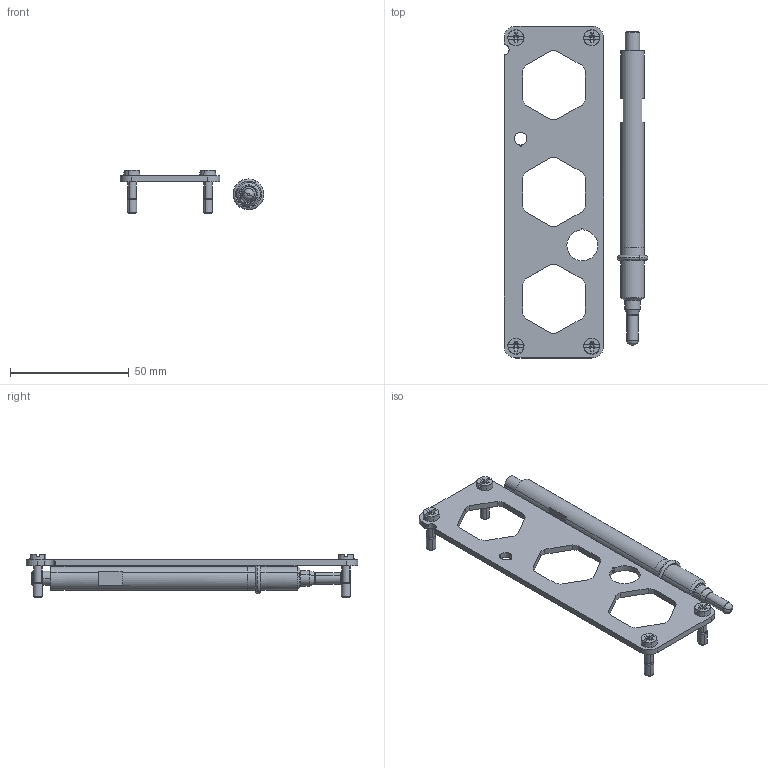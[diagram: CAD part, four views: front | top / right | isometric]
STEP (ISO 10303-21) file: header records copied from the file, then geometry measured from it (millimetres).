
FILE_DESCRIPTION(('CATIA V5 STEP Exchange','CAx-IF Rec.Pracs.--- Model Styling and Organization---1.4--- 2014-01-23'),'2;1');
FILE_NAME ('157006-3_0', '2023-10-30T13:15:09+00:00', ('none'), ('Weidmueller'), 'CATIA Version 5-6 Release 2016 SP3 HF44', 'CATIA V5 STEP AP214', 'none');
FILE_SCHEMA(('AUTOMOTIVE_DESIGN { 1 0 10303 214 1 1 1 1 }'));
Length unit declared in the file: millimetre
Products named in the file (1): 2008210000
Bounding box: 60.65 x 140 x 18.5 mm (x, y, z)
Volume: 19470.8 mm3; surface area: 15009.4 mm2
Topology: 4 solids, 4 shells, 326 faces, 881 edges, 562 vertices
Faces by surface type: plane 159, cylinder 95, cone 51, torus 21
Entity records: 10001 total; most frequent: CARTESIAN_POINT 2245, ORIENTED_EDGE 1742, DIRECTION 1326, EDGE_CURVE 871, VERTEX_POINT 562, AXIS2_PLACEMENT_3D 533, VECTOR 531, LINE 531
